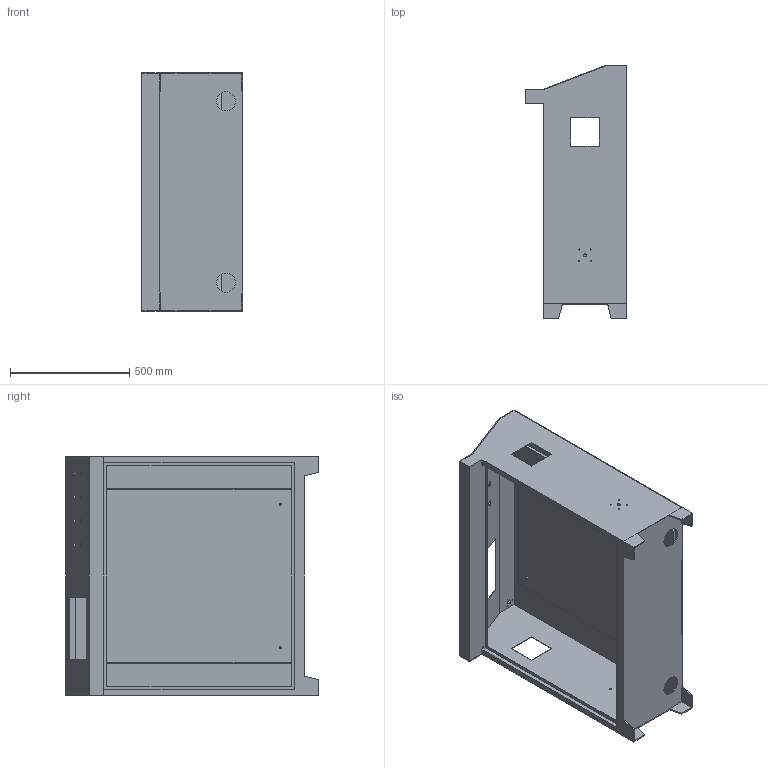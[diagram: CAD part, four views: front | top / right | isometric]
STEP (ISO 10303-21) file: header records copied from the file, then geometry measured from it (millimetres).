
FILE_DESCRIPTION (( 'STEP AP203' ), '1' );
FILE_NAME ('萇眊.STEP', '2024-01-09T14:06:29', ( 'Windows 蚚誧' ), ( 'Microsoft' ), 'SwSTEP 2.0', 'SolidWorks 2020', '' );
FILE_SCHEMA (( 'CONFIG_CONTROL_DESIGN' ));
Length unit declared in the file: millimetre
Products named in the file (1): 萇眊
Bounding box: 425 x 1060 x 1000 mm (x, y, z)
Volume: 6615279.9 mm3; surface area: 6891945.3 mm2
Topology: 6 solids, 6 shells, 157 faces, 426 edges, 284 vertices
Faces by surface type: plane 83, cylinder 74
Entity records: 5199 total; most frequent: DIRECTION 890, CARTESIAN_POINT 868, ORIENTED_EDGE 852, EDGE_CURVE 426, AXIS2_PLACEMENT_3D 306, VERTEX_POINT 284, VECTOR 278, LINE 278
